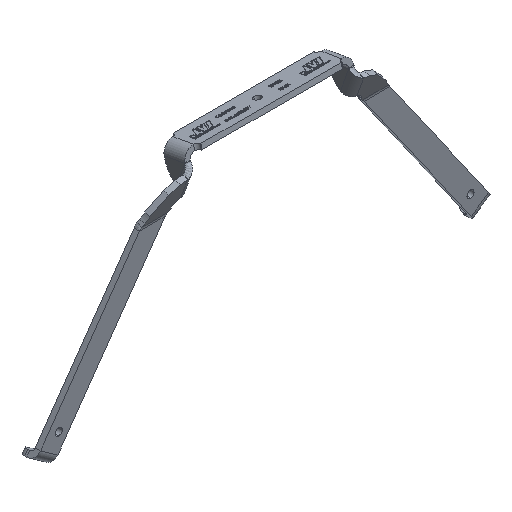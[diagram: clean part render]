
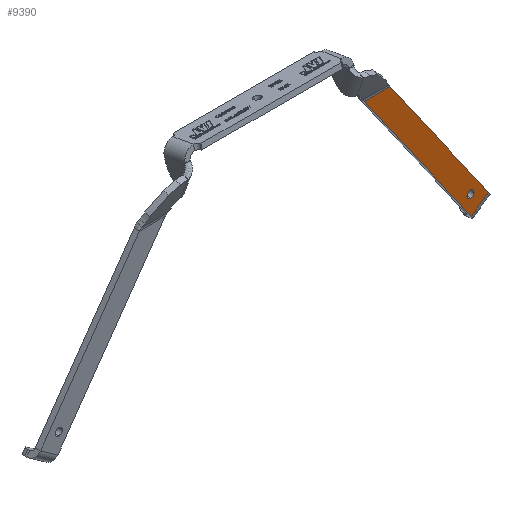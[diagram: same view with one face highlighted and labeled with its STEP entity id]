
A CAD part, isometric view. The second image highlights one B-rep face of the part: STEP entity #9390.
In plain terms, the highlighted planar face has unit normal (0, -1, 0).
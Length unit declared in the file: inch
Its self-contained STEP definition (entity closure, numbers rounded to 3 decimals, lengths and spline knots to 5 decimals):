
#1554 = B_SPLINE_CURVE_WITH_KNOTS ( 'NONE', 3,
 ( #12008, #12013, #12014, #12015, #12016, #12017, #12018, #12019, #12020, #12021 ),
 .UNSPECIFIED., .F., .F.,
 ( 4, 2, 2, 2, 4 ),
 ( 0.33333, 0.5, 0.66667, 0.83333, 1. ),
 .UNSPECIFIED. ) ;
#1555 = B_SPLINE_CURVE_WITH_KNOTS ( 'NONE', 3,
 ( #12005, #12026, #12027, #12028, #12029, #12030 ),
 .UNSPECIFIED., .F., .F.,
 ( 4, 2, 4 ),
 ( 0., 0.16667, 0.33333 ),
 .UNSPECIFIED. ) ;
#1563 = B_SPLINE_CURVE_WITH_KNOTS ( 'NONE', 3,
 ( #12074, #12089, #12090, #12091 ),
 .UNSPECIFIED., .F., .F.,
 ( 4, 4 ),
 ( 0., 1. ),
 .UNSPECIFIED. ) ;
#1573 = B_SPLINE_CURVE_WITH_KNOTS ( 'NONE', 3,
 ( #12162, #12170, #12171, #12172, #12173, #12174 ),
 .UNSPECIFIED., .F., .F.,
 ( 4, 2, 4 ),
 ( 0., 0.16667, 0.33333 ),
 .UNSPECIFIED. ) ;
#1580 = B_SPLINE_CURVE_WITH_KNOTS ( 'NONE', 3,
 ( #12208, #12213, #12214, #12215, #12216, #12217, #12218, #12219, #12220, #12221 ),
 .UNSPECIFIED., .F., .F.,
 ( 4, 2, 2, 2, 4 ),
 ( 0.33333, 0.5, 0.66667, 0.83333, 1. ),
 .UNSPECIFIED. ) ;
#1582 = B_SPLINE_CURVE_WITH_KNOTS ( 'NONE', 3,
 ( #12222, #12231, #12232, #12233 ),
 .UNSPECIFIED., .F., .F.,
 ( 4, 4 ),
 ( 0., 1. ),
 .UNSPECIFIED. ) ;
#1585 = B_SPLINE_CURVE_WITH_KNOTS ( 'NONE', 3,
 ( #12238, #12252, #12253, #12254 ),
 .UNSPECIFIED., .F., .F.,
 ( 4, 4 ),
 ( 0., 1. ),
 .UNSPECIFIED. ) ;
#5238 = LINE ( 'NONE', #12270, #5243 ) ;
#5243 = VECTOR ( 'NONE', #12271, 39.37008 ) ;
#6889 = VERTEX_POINT ( 'NONE', #13206 ) ;
#6890 = VERTEX_POINT ( 'NONE', #13207 ) ;
#6894 = VERTEX_POINT ( 'NONE', #13211 ) ;
#6900 = VERTEX_POINT ( 'NONE', #13217 ) ;
#6902 = VERTEX_POINT ( 'NONE', #13219 ) ;
#6917 = VERTEX_POINT ( 'NONE', #13234 ) ;
#6920 = VERTEX_POINT ( 'NONE', #13237 ) ;
#6922 = VERTEX_POINT ( 'NONE', #13239 ) ;
#9390 = ADVANCED_FACE ( 'NONE', ( #20218, #20219 ), #20100, .F. ) ;
#11621 = ORIENTED_EDGE ( 'NONE', *, *, #18238, .F. ) ;
#11622 = ORIENTED_EDGE ( 'NONE', *, *, #18246, .F. ) ;
#11623 = ORIENTED_EDGE ( 'NONE', *, *, #18210, .F. ) ;
#11624 = ORIENTED_EDGE ( 'NONE', *, *, #18208, .F. ) ;
#11625 = ORIENTED_EDGE ( 'NONE', *, *, #18257, .F. ) ;
#11626 = ORIENTED_EDGE ( 'NONE', *, *, #18248, .F. ) ;
#11627 = ORIENTED_EDGE ( 'NONE', *, *, #18221, .F. ) ;
#11628 = ORIENTED_EDGE ( 'NONE', *, *, #18252, .F. ) ;
#12005 = CARTESIAN_POINT ( 'NONE',  ( 7.41042, -0.26122, -6.42108 ) ) ;
#12008 = CARTESIAN_POINT ( 'NONE',  ( 7.30217, -0.26122, -6.60858 ) ) ;
#12013 = CARTESIAN_POINT ( 'NONE',  ( 7.32399, -0.26122, -6.60858 ) ) ;
#12014 = CARTESIAN_POINT ( 'NONE',  ( 7.34578, -0.26122, -6.60274 ) ) ;
#12015 = CARTESIAN_POINT ( 'NONE',  ( 7.38356, -0.26122, -6.58092 ) ) ;
#12016 = CARTESIAN_POINT ( 'NONE',  ( 7.39952, -0.26122, -6.56497 ) ) ;
#12017 = CARTESIAN_POINT ( 'NONE',  ( 7.42133, -0.26122, -6.52718 ) ) ;
#12018 = CARTESIAN_POINT ( 'NONE',  ( 7.42717, -0.26122, -6.50539 ) ) ;
#12019 = CARTESIAN_POINT ( 'NONE',  ( 7.42717, -0.26122, -6.46176 ) ) ;
#12020 = CARTESIAN_POINT ( 'NONE',  ( 7.42133, -0.26122, -6.43997 ) ) ;
#12021 = CARTESIAN_POINT ( 'NONE',  ( 7.41042, -0.26122, -6.42108 ) ) ;
#12026 = CARTESIAN_POINT ( 'NONE',  ( 7.39952, -0.26122, -6.40218 ) ) ;
#12027 = CARTESIAN_POINT ( 'NONE',  ( 7.38356, -0.26122, -6.38623 ) ) ;
#12028 = CARTESIAN_POINT ( 'NONE',  ( 7.34578, -0.26122, -6.36442 ) ) ;
#12029 = CARTESIAN_POINT ( 'NONE',  ( 7.32399, -0.26122, -6.35858 ) ) ;
#12030 = CARTESIAN_POINT ( 'NONE',  ( 7.30217, -0.26122, -6.35858 ) ) ;
#12074 = CARTESIAN_POINT ( 'NONE',  ( 7.94603, -0.26122, -6.74995 ) ) ;
#12089 = CARTESIAN_POINT ( 'NONE',  ( 7.74133, -0.26122, -6.89328 ) ) ;
#12090 = CARTESIAN_POINT ( 'NONE',  ( 7.53664, -0.26122, -7.03661 ) ) ;
#12091 = CARTESIAN_POINT ( 'NONE',  ( 7.33194, -0.26122, -7.17994 ) ) ;
#12162 = CARTESIAN_POINT ( 'NONE',  ( 7.19392, -0.26122, -6.54608 ) ) ;
#12170 = CARTESIAN_POINT ( 'NONE',  ( 7.20483, -0.26122, -6.56497 ) ) ;
#12171 = CARTESIAN_POINT ( 'NONE',  ( 7.22078, -0.26122, -6.58092 ) ) ;
#12172 = CARTESIAN_POINT ( 'NONE',  ( 7.25856, -0.26122, -6.60274 ) ) ;
#12173 = CARTESIAN_POINT ( 'NONE',  ( 7.28035, -0.26122, -6.60858 ) ) ;
#12174 = CARTESIAN_POINT ( 'NONE',  ( 7.30217, -0.26122, -6.60858 ) ) ;
#12208 = CARTESIAN_POINT ( 'NONE',  ( 7.30217, -0.26122, -6.35858 ) ) ;
#12213 = CARTESIAN_POINT ( 'NONE',  ( 7.28035, -0.26122, -6.35858 ) ) ;
#12214 = CARTESIAN_POINT ( 'NONE',  ( 7.25856, -0.26122, -6.36442 ) ) ;
#12215 = CARTESIAN_POINT ( 'NONE',  ( 7.22078, -0.26122, -6.38623 ) ) ;
#12216 = CARTESIAN_POINT ( 'NONE',  ( 7.20483, -0.26122, -6.40218 ) ) ;
#12217 = CARTESIAN_POINT ( 'NONE',  ( 7.18301, -0.26122, -6.43997 ) ) ;
#12218 = CARTESIAN_POINT ( 'NONE',  ( 7.17717, -0.26122, -6.46176 ) ) ;
#12219 = CARTESIAN_POINT ( 'NONE',  ( 7.17717, -0.26122, -6.50539 ) ) ;
#12220 = CARTESIAN_POINT ( 'NONE',  ( 7.18301, -0.26122, -6.52718 ) ) ;
#12221 = CARTESIAN_POINT ( 'NONE',  ( 7.19392, -0.26122, -6.54608 ) ) ;
#12222 = CARTESIAN_POINT ( 'NONE',  ( 7.33194, -0.26122, -7.17994 ) ) ;
#12231 = CARTESIAN_POINT ( 'NONE',  ( 6.06443, -0.26122, -5.36974 ) ) ;
#12232 = CARTESIAN_POINT ( 'NONE',  ( 4.79692, -0.26122, -3.55954 ) ) ;
#12233 = CARTESIAN_POINT ( 'NONE',  ( 3.5294, -0.26122, -1.74935 ) ) ;
#12238 = CARTESIAN_POINT ( 'NONE',  ( 4.44497, -0.26122, -1.74935 ) ) ;
#12252 = CARTESIAN_POINT ( 'NONE',  ( 5.61199, -0.26122, -3.41621 ) ) ;
#12253 = CARTESIAN_POINT ( 'NONE',  ( 6.77901, -0.26122, -5.08308 ) ) ;
#12254 = CARTESIAN_POINT ( 'NONE',  ( 7.94603, -0.26122, -6.74995 ) ) ;
#12270 = CARTESIAN_POINT ( 'NONE',  ( 3.94925, -0.26122, -1.74935 ) ) ;
#12271 = DIRECTION ( 'NONE',  ( 1., 0., 0. ) ) ;
#13206 = CARTESIAN_POINT ( 'NONE',  ( 7.41042, -0.26122, -6.42108 ) ) ;
#13207 = CARTESIAN_POINT ( 'NONE',  ( 7.30217, -0.26122, -6.35858 ) ) ;
#13211 = CARTESIAN_POINT ( 'NONE',  ( 7.30217, -0.26122, -6.60858 ) ) ;
#13217 = CARTESIAN_POINT ( 'NONE',  ( 7.33194, -0.26122, -7.17994 ) ) ;
#13219 = CARTESIAN_POINT ( 'NONE',  ( 7.94603, -0.26122, -6.74995 ) ) ;
#13234 = CARTESIAN_POINT ( 'NONE',  ( 7.19392, -0.26122, -6.54608 ) ) ;
#13237 = CARTESIAN_POINT ( 'NONE',  ( 4.44497, -0.26122, -1.74935 ) ) ;
#13239 = CARTESIAN_POINT ( 'NONE',  ( 3.5294, -0.26122, -1.74935 ) ) ;
#18208 = EDGE_CURVE ( 'NONE', #6894, #6889, #1554, .T. ) ;
#18210 = EDGE_CURVE ( 'NONE', #6889, #6890, #1555, .T. ) ;
#18221 = EDGE_CURVE ( 'NONE', #6902, #6900, #1563, .T. ) ;
#18238 = EDGE_CURVE ( 'NONE', #6917, #6894, #1573, .T. ) ;
#18246 = EDGE_CURVE ( 'NONE', #6890, #6917, #1580, .T. ) ;
#18248 = EDGE_CURVE ( 'NONE', #6900, #6922, #1582, .T. ) ;
#18252 = EDGE_CURVE ( 'NONE', #6920, #6902, #1585, .T. ) ;
#18257 = EDGE_CURVE ( 'NONE', #6922, #6920, #5238, .T. ) ;
#18350 = AXIS2_PLACEMENT_3D ( 'NONE', #20092, #20101, #20102 ) ;
#20092 = CARTESIAN_POINT ( 'NONE',  ( 8.00539, -0.26122, -6.83687 ) ) ;
#20100 = PLANE ( 'NONE',  #18350 ) ;
#20101 = DIRECTION ( 'NONE',  ( 0., 1., 0. ) ) ;
#20102 = DIRECTION ( 'NONE',  ( -0.866, 0., -0.5 ) ) ;
#20218 = FACE_BOUND ( 'NONE', #21906, .T. ) ;
#20219 = FACE_OUTER_BOUND ( 'NONE', #21917, .T. ) ;
#21906 = EDGE_LOOP ( 'NONE', ( #11621, #11622, #11623, #11624 ) ) ;
#21917 = EDGE_LOOP ( 'NONE', ( #11625, #11626, #11627, #11628 ) ) ;
